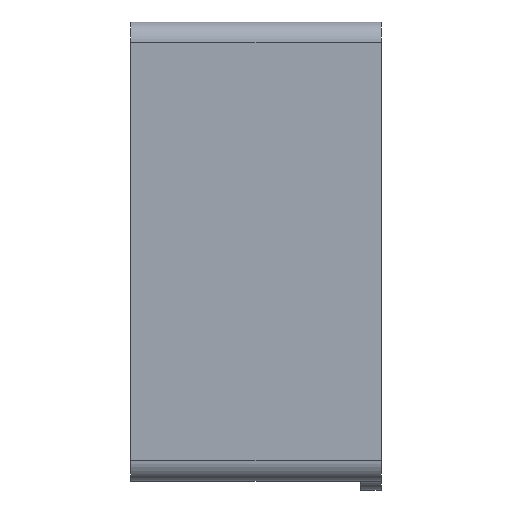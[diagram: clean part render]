
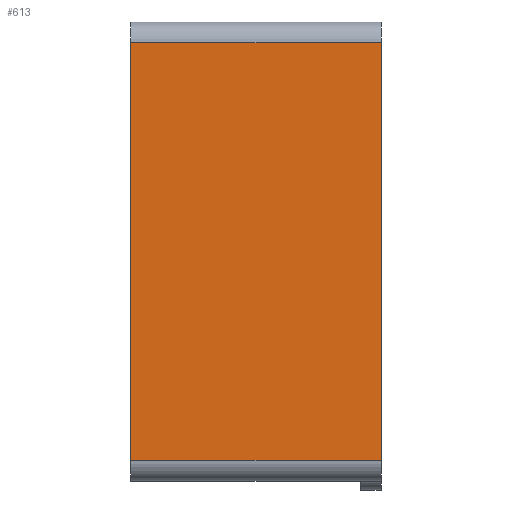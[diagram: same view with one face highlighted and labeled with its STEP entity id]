
A CAD part, left-side view. The second image highlights one B-rep face of the part: STEP entity #613.
In plain terms, the highlighted planar face has unit normal (-1, 0, 0).
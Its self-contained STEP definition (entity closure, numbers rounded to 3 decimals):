
#35=PLANE('',#681);
#68=FACE_OUTER_BOUND('',#105,.T.);
#105=EDGE_LOOP('',(#482,#483,#484,#485));
#131=LINE('',#900,#191);
#135=LINE('',#914,#195);
#139=LINE('',#927,#199);
#160=LINE('',#990,#220);
#191=VECTOR('',#716,10.);
#195=VECTOR('',#728,10.);
#199=VECTOR('',#742,10.);
#220=VECTOR('',#811,10.);
#274=VERTEX_POINT('',#893);
#277=VERTEX_POINT('',#898);
#283=VERTEX_POINT('',#912);
#287=VERTEX_POINT('',#925);
#333=EDGE_CURVE('',#277,#274,#131,.T.);
#340=EDGE_CURVE('',#283,#277,#135,.T.);
#346=EDGE_CURVE('',#287,#283,#139,.T.);
#376=EDGE_CURVE('',#274,#287,#160,.T.);
#482=ORIENTED_EDGE('',*,*,#333,.F.);
#483=ORIENTED_EDGE('',*,*,#340,.F.);
#484=ORIENTED_EDGE('',*,*,#346,.F.);
#485=ORIENTED_EDGE('',*,*,#376,.F.);
#613=ADVANCED_FACE('',(#68),#35,.T.);
#681=AXIS2_PLACEMENT_3D('',#989,#809,#810);
#716=DIRECTION('',(0.,1.,0.));
#728=DIRECTION('',(0.,0.,-1.));
#742=DIRECTION('',(0.,-1.,0.));
#809=DIRECTION('center_axis',(-1.,0.,0.));
#810=DIRECTION('ref_axis',(0.,0.,1.));
#811=DIRECTION('',(0.,0.,1.));
#893=CARTESIAN_POINT('',(-23.,60.,-20.));
#898=CARTESIAN_POINT('',(-23.,0.,-20.));
#900=CARTESIAN_POINT('',(-23.,0.,-20.));
#912=CARTESIAN_POINT('',(-23.,0.,80.));
#914=CARTESIAN_POINT('',(-23.,0.,85.));
#925=CARTESIAN_POINT('',(-23.,60.,80.));
#927=CARTESIAN_POINT('',(-23.,0.,80.));
#989=CARTESIAN_POINT('Origin',(-23.,0.,-25.));
#990=CARTESIAN_POINT('',(-23.,60.,85.));
